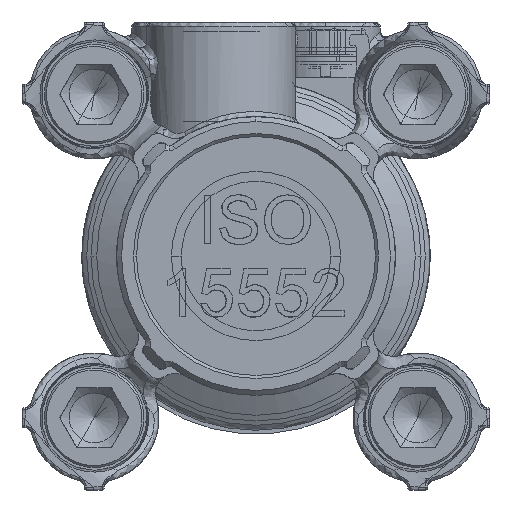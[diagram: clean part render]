
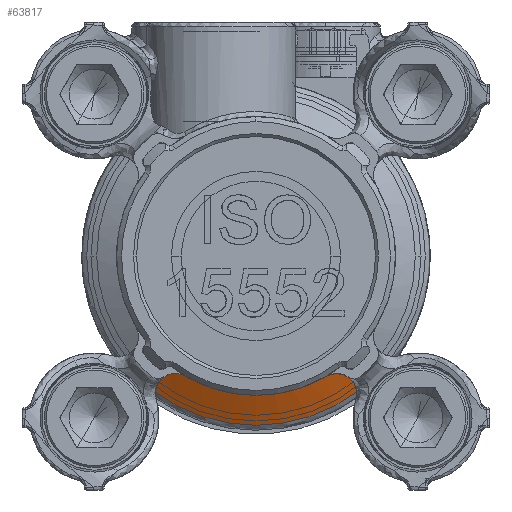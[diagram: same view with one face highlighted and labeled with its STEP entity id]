
A CAD part, front view. The second image highlights one B-rep face of the part: STEP entity #63817.
In plain terms, the highlighted conical face has half-angle 60 degrees and reference radius 17 mm.
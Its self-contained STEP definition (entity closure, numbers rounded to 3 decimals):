
#510 = CARTESIAN_POINT ( 'NONE',  ( -9.771, 20.781, -12.664 ) ) ;
#833 = VERTEX_POINT ( 'NONE', #80904 ) ;
#1018 = CARTESIAN_POINT ( 'NONE',  ( -7.931, 19.754, -11.798 ) ) ;
#2033 = CARTESIAN_POINT ( 'NONE',  ( -7.102, 19.629, -12.065 ) ) ;
#3268 = CARTESIAN_POINT ( 'NONE',  ( 10.11, 21.361, -13.667 ) ) ;
#6516 = B_SPLINE_CURVE_WITH_KNOTS ( 'NONE', 3,
 ( #2033, #79540, #15943, #54896, #25666, #56951, #95461, #94953, #71330, #1018, #86206, #9228, #64632, #16952, #71847, #72350, #10250, #63632, #33368, #48242, #25151, #95958, #88239, #47739, #31358, #16451, #94437, #17961, #24141, #49259, #510, #24646, #9738, #55927, #86719 ),
 .UNSPECIFIED., .F., .F.,
 ( 4, 2, 2, 2, 2, 1, 2, 2, 2, 2, 1, 1, 2, 2, 2, 2, 2, 2, 4 ),
 ( 0., 0.062, 0.094, 0.125, 0.187, 0.219, 0.234, 0.25, 0.375, 0.437, 0.469, 0.484, 0.492, 0.5, 0.625, 0.687, 0.719, 0.75, 1. ),
 .UNSPECIFIED. ) ;
#9228 = CARTESIAN_POINT ( 'NONE',  ( -8.066, 19.794, -11.789 ) ) ;
#9738 = CARTESIAN_POINT ( 'NONE',  ( -9.989, 21.018, -13.013 ) ) ;
#9828 = EDGE_CURVE ( 'NONE', #11587, #57013, #54618, .T. ) ;
#10250 = CARTESIAN_POINT ( 'NONE',  ( -8.734, 20.061, -11.883 ) ) ;
#11587 = VERTEX_POINT ( 'NONE', #3268 ) ;
#12800 = EDGE_CURVE ( 'NONE', #31164, #99491, #91145, .T. ) ;
#13332 = DIRECTION ( 'NONE',  ( 0., 1., 0. ) ) ;
#15648 = EDGE_CURVE ( 'NONE', #99491, #833, #90204, .T. ) ;
#15943 = CARTESIAN_POINT ( 'NONE',  ( -7.265, 19.634, -11.977 ) ) ;
#16451 = CARTESIAN_POINT ( 'NONE',  ( -9.392, 20.454, -12.239 ) ) ;
#16952 = CARTESIAN_POINT ( 'NONE',  ( -8.135, 19.816, -11.789 ) ) ;
#17510 = DIRECTION ( 'NONE',  ( 0., 0., 1. ) ) ;
#17961 = CARTESIAN_POINT ( 'NONE',  ( -9.62, 20.638, -12.467 ) ) ;
#18151 = CARTESIAN_POINT ( 'NONE',  ( 10.11, 21.361, -13.667 ) ) ;
#18650 = CARTESIAN_POINT ( 'NONE',  ( 7.977, 19.763, -11.787 ) ) ;
#20025 = DIRECTION ( 'NONE',  ( 0., 0., 1. ) ) ;
#21796 = EDGE_LOOP ( 'NONE', ( #49594, #101270, #40402, #73497, #60079 ) ) ;
#24141 = CARTESIAN_POINT ( 'NONE',  ( -9.697, 20.709, -12.563 ) ) ;
#24325 = CARTESIAN_POINT ( 'NONE',  ( 9.644, 20.644, -12.463 ) ) ;
#24646 = CARTESIAN_POINT ( 'NONE',  ( -9.795, 20.806, -12.7 ) ) ;
#24830 = CARTESIAN_POINT ( 'NONE',  ( 8.501, 19.953, -11.821 ) ) ;
#25151 = CARTESIAN_POINT ( 'NONE',  ( -9.059, 20.238, -12.024 ) ) ;
#25666 = CARTESIAN_POINT ( 'NONE',  ( -7.438, 19.652, -11.908 ) ) ;
#26330 = AXIS2_PLACEMENT_3D ( 'NONE', #49549, #80342, #87016 ) ;
#26368 = CARTESIAN_POINT ( 'NONE',  ( 9.969, 21.016, -13.025 ) ) ;
#31164 = VERTEX_POINT ( 'NONE', #49248 ) ;
#31358 = CARTESIAN_POINT ( 'NONE',  ( -9.265, 20.365, -12.143 ) ) ;
#31907 = CARTESIAN_POINT ( 'NONE',  ( 0., 21.361, 0. ) ) ;
#33368 = CARTESIAN_POINT ( 'NONE',  ( -8.932, 20.165, -11.961 ) ) ;
#40402 = ORIENTED_EDGE ( 'NONE', *, *, #15648, .T. ) ;
#42277 = CARTESIAN_POINT ( 'NONE',  ( 9.407, 20.454, -12.23 ) ) ;
#44849 = AXIS2_PLACEMENT_3D ( 'NONE', #31907, #55470, #17510 ) ;
#47739 = CARTESIAN_POINT ( 'NONE',  ( -9.117, 20.274, -12.057 ) ) ;
#47918 = CONICAL_SURFACE ( 'NONE', #75784, 17., 1.047 ) ;
#48242 = CARTESIAN_POINT ( 'NONE',  ( -8.991, 20.198, -11.988 ) ) ;
#48941 = CARTESIAN_POINT ( 'NONE',  ( 10.068, 21.194, -13.336 ) ) ;
#49248 = CARTESIAN_POINT ( 'NONE',  ( 7.1, 19.629, -12.066 ) ) ;
#49259 = CARTESIAN_POINT ( 'NONE',  ( -9.722, 20.733, -12.596 ) ) ;
#49387 = CARTESIAN_POINT ( 'NONE',  ( -10.112, 21.361, -13.665 ) ) ;
#49443 = CARTESIAN_POINT ( 'NONE',  ( 10.099, 21.279, -13.498 ) ) ;
#49549 = CARTESIAN_POINT ( 'NONE',  ( 0., 19.629, 0. ) ) ;
#49594 = ORIENTED_EDGE ( 'NONE', *, *, #72390, .T. ) ;
#54618 = CIRCLE ( 'NONE', #44849, 17. ) ;
#54896 = CARTESIAN_POINT ( 'NONE',  ( -7.394, 19.647, -11.924 ) ) ;
#55470 = DIRECTION ( 'NONE',  ( 0., 1., 0. ) ) ;
#55927 = CARTESIAN_POINT ( 'NONE',  ( -10.091, 21.195, -13.322 ) ) ;
#56703 = AXIS2_PLACEMENT_3D ( 'NONE', #83603, #13332, #20025 ) ;
#56951 = CARTESIAN_POINT ( 'NONE',  ( -7.527, 19.665, -11.878 ) ) ;
#57013 = VERTEX_POINT ( 'NONE', #49387 ) ;
#57066 = B_SPLINE_CURVE_WITH_KNOTS ( 'NONE', 3,
 ( #18151, #49443, #48941, #26368, #57648, #24325, #42277, #79725, #95134, #24830, #63314, #18650, #65335, #81251, #72030, #80744 ),
 .UNSPECIFIED., .F., .F.,
 ( 4, 2, 2, 2, 2, 2, 2, 4 ),
 ( 0., 0.001, 0.001, 0.002, 0.003, 0.003, 0.004, 0.004 ),
 .UNSPECIFIED. ) ;
#57648 = CARTESIAN_POINT ( 'NONE',  ( 9.899, 20.923, -12.874 ) ) ;
#57740 = DIRECTION ( 'NONE',  ( 0., 0., 1. ) ) ;
#58243 = CARTESIAN_POINT ( 'NONE',  ( 0., 21.361, 0. ) ) ;
#60079 = ORIENTED_EDGE ( 'NONE', *, *, #9828, .F. ) ;
#60593 = CARTESIAN_POINT ( 'NONE',  ( 0., 19.629, -14. ) ) ;
#62033 = EDGE_CURVE ( 'NONE', #833, #57013, #6516, .T. ) ;
#63314 = CARTESIAN_POINT ( 'NONE',  ( 8.332, 19.883, -11.794 ) ) ;
#63632 = CARTESIAN_POINT ( 'NONE',  ( -8.814, 20.101, -11.911 ) ) ;
#63817 = ADVANCED_FACE ( 'NONE', ( #95726 ), #47918, .T. ) ;
#64632 = CARTESIAN_POINT ( 'NONE',  ( -8.111, 19.808, -11.789 ) ) ;
#65335 = CARTESIAN_POINT ( 'NONE',  ( 7.795, 19.714, -11.807 ) ) ;
#71330 = CARTESIAN_POINT ( 'NONE',  ( -7.797, 19.718, -11.814 ) ) ;
#71847 = CARTESIAN_POINT ( 'NONE',  ( -8.326, 19.88, -11.792 ) ) ;
#72030 = CARTESIAN_POINT ( 'NONE',  ( 7.263, 19.629, -11.97 ) ) ;
#72350 = CARTESIAN_POINT ( 'NONE',  ( -8.492, 19.947, -11.815 ) ) ;
#72390 = EDGE_CURVE ( 'NONE', #11587, #31164, #57066, .T. ) ;
#73497 = ORIENTED_EDGE ( 'NONE', *, *, #62033, .T. ) ;
#75784 = AXIS2_PLACEMENT_3D ( 'NONE', #58243, #81855, #57740 ) ;
#79540 = CARTESIAN_POINT ( 'NONE',  ( -7.182, 19.629, -12.018 ) ) ;
#79725 = CARTESIAN_POINT ( 'NONE',  ( 8.983, 20.192, -11.982 ) ) ;
#80342 = DIRECTION ( 'NONE',  ( 0., 1., 0. ) ) ;
#80744 = CARTESIAN_POINT ( 'NONE',  ( 7.1, 19.629, -12.066 ) ) ;
#80904 = CARTESIAN_POINT ( 'NONE',  ( -7.102, 19.629, -12.065 ) ) ;
#81251 = CARTESIAN_POINT ( 'NONE',  ( 7.439, 19.647, -11.899 ) ) ;
#81855 = DIRECTION ( 'NONE',  ( 0., 1., 0. ) ) ;
#83603 = CARTESIAN_POINT ( 'NONE',  ( 0., 19.629, 0. ) ) ;
#86206 = CARTESIAN_POINT ( 'NONE',  ( -7.998, 19.773, -11.792 ) ) ;
#86719 = CARTESIAN_POINT ( 'NONE',  ( -10.112, 21.361, -13.665 ) ) ;
#87016 = DIRECTION ( 'NONE',  ( 0., 0., 1. ) ) ;
#88239 = CARTESIAN_POINT ( 'NONE',  ( -9.107, 20.267, -12.051 ) ) ;
#90204 = CIRCLE ( 'NONE', #26330, 14. ) ;
#91145 = CIRCLE ( 'NONE', #56703, 14. ) ;
#94437 = CARTESIAN_POINT ( 'NONE',  ( -9.566, 20.591, -12.407 ) ) ;
#94953 = CARTESIAN_POINT ( 'NONE',  ( -7.708, 19.698, -11.83 ) ) ;
#95134 = CARTESIAN_POINT ( 'NONE',  ( 8.827, 20.107, -11.914 ) ) ;
#95461 = CARTESIAN_POINT ( 'NONE',  ( -7.574, 19.673, -11.864 ) ) ;
#95726 = FACE_OUTER_BOUND ( 'NONE', #21796, .T. ) ;
#95958 = CARTESIAN_POINT ( 'NONE',  ( -9.087, 20.256, -12.04 ) ) ;
#99491 = VERTEX_POINT ( 'NONE', #60593 ) ;
#101270 = ORIENTED_EDGE ( 'NONE', *, *, #12800, .T. ) ;
